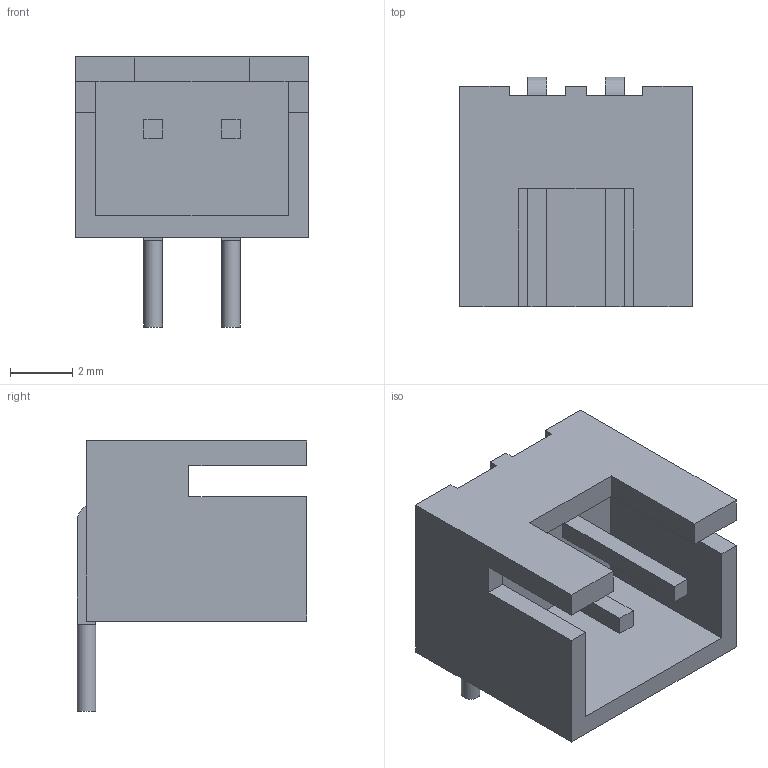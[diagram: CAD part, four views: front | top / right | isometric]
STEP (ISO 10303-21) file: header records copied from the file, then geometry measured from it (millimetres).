
FILE_DESCRIPTION(/* description */ (''),/* implementation_level */ '2;1');
FILE_NAME(/* name */ 'JST XH 2P 90deg v3.step',/* time_stamp */ '2022-08-17T11:26:26+01:00',/* author */ (''),/* organization */ (''),/* preprocessor_version */ 'ST-DEVELOPER v19',/* originating_system */ 'Autodesk Translation Framework v11.7.0.108',/* authorisation */ '');
FILE_SCHEMA (('AUTOMOTIVE_DESIGN { 1 0 10303 214 3 1 1 }'));
Length unit declared in the file: millimetre
Products named in the file (1): JST XH 2P 90deg
Bounding box: 7.5 x 7.4 x 8.7 mm (x, y, z)
Volume: 157.8 mm3; surface area: 406.1 mm2
Topology: 1 solids, 1 shells, 60 faces, 154 edges, 98 vertices
Faces by surface type: plane 56, cylinder 4
Full cylindrical faces by diameter (mm): 0.6 x2
Entity records: 1813 total; most frequent: CARTESIAN_POINT 313, ORIENTED_EDGE 308, DIRECTION 290, EDGE_CURVE 154, LINE 140, VECTOR 140, VERTEX_POINT 98, AXIS2_PLACEMENT_3D 75
